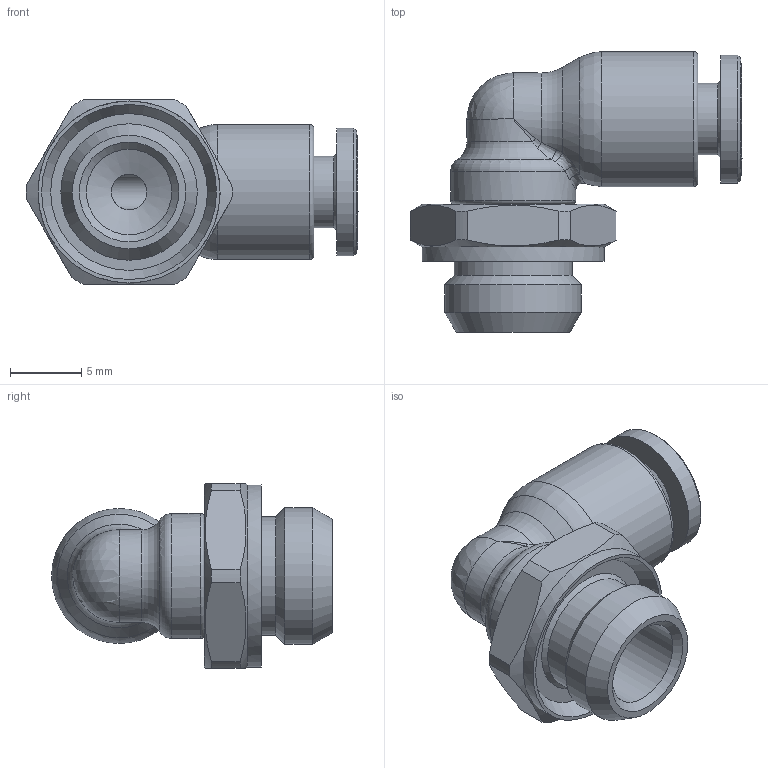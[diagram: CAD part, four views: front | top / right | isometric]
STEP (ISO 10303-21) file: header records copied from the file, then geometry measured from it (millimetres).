
FILE_DESCRIPTION(/* description */ ('STEP AP214'),/* implementation_level */ '2;1');
FILE_NAME(/* name */ 'B0080011',/* time_stamp */ '2023-03-29T14:53:48+02:00',/* author */ ('License CC BY-ND 4.0'),/* organization */ ('CADENAS'),/* preprocessor_version */ 'ST-DEVELOPER v19.3',/* originating_system */ 'PARTsolutions',/* authorisation */ ' ');
FILE_SCHEMA (('AP203_CONFIGURATION_CONTROLLED_3D_DESIGN_OF_MECHANICAL_PARTS_AND_ASSEMBLIES_MIM_LF { 1 0 10303 203 3 1 4 }','PROCESS_PLANNING_SCHEMA','AUTOMOTIVE_DESIGN {1 0 10303 214 3 1 1}'));
Length unit declared in the file: millimetre
Products named in the file (1): B0080011
Bounding box: 23.35 x 19.75 x 13 mm (x, y, z)
Volume: 1544.4 mm3; surface area: 1674.9 mm2
Topology: 1 solids, 1 shells, 229 faces, 589 edges, 382 vertices
Faces by surface type: plane 116, bspline 75, cylinder 19, cone 12, torus 6, sphere 1
Full cylindrical faces by diameter (mm): 2.5 x2, 4.15 x1, 5.05 x1, 6 x1, 8.3 x1, 8.8 x1, 9 x1, 9.5 x1, 9.6 x1, 12.8 x1
Entity records: 11941 total; most frequent: CARTESIAN_POINT 5420, ORIENTED_EDGE 1102, DIRECTION 762, EDGE_CURVE 551, VERTEX_POINT 373, LINE 326, VECTOR 326, EDGE_LOOP 280
